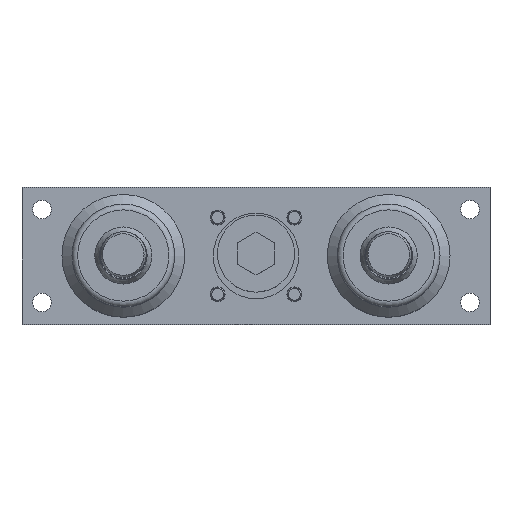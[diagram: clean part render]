
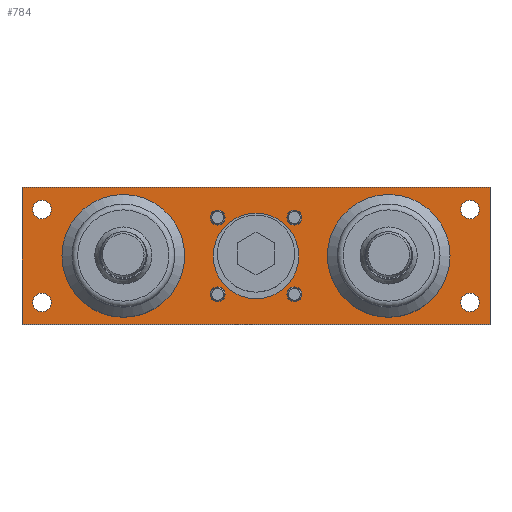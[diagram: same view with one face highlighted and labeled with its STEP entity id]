
A CAD part, top view. The second image highlights one B-rep face of the part: STEP entity #784.
In plain terms, the highlighted planar face has unit normal (0, 0, 1).
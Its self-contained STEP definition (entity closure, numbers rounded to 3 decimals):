
#784 = ADVANCED_FACE( '', ( #1722, #1723, #1724, #1725, #1726, #1727, #1728, #1729, #1730, #1731, #1732, #1733 ), #1734, .F. );
#1722 = FACE_BOUND( '', #2695, .T. );
#1723 = FACE_OUTER_BOUND( '', #2696, .T. );
#1724 = FACE_BOUND( '', #2697, .T. );
#1725 = FACE_BOUND( '', #2698, .T. );
#1726 = FACE_BOUND( '', #2699, .T. );
#1727 = FACE_BOUND( '', #2700, .T. );
#1728 = FACE_BOUND( '', #2701, .T. );
#1729 = FACE_BOUND( '', #2702, .T. );
#1730 = FACE_BOUND( '', #2703, .T. );
#1731 = FACE_BOUND( '', #2704, .T. );
#1732 = FACE_BOUND( '', #2705, .T. );
#1733 = FACE_BOUND( '', #2706, .T. );
#1734 = PLANE( '', #2707 );
#2695 = EDGE_LOOP( '', ( #4520 ) );
#2696 = EDGE_LOOP( '', ( #4521, #4522, #4523, #4524 ) );
#2697 = EDGE_LOOP( '', ( #4525 ) );
#2698 = EDGE_LOOP( '', ( #4526 ) );
#2699 = EDGE_LOOP( '', ( #4527 ) );
#2700 = EDGE_LOOP( '', ( #4528 ) );
#2701 = EDGE_LOOP( '', ( #4529 ) );
#2702 = EDGE_LOOP( '', ( #4530 ) );
#2703 = EDGE_LOOP( '', ( #4531 ) );
#2704 = EDGE_LOOP( '', ( #4532 ) );
#2705 = EDGE_LOOP( '', ( #4533 ) );
#2706 = EDGE_LOOP( '', ( #4534 ) );
#2707 = AXIS2_PLACEMENT_3D( '', #4535, #4536, #4537 );
#4520 = ORIENTED_EDGE( '', *, *, #4939, .T. );
#4521 = ORIENTED_EDGE( '', *, *, #5060, .F. );
#4522 = ORIENTED_EDGE( '', *, *, #4617, .F. );
#4523 = ORIENTED_EDGE( '', *, *, #5230, .F. );
#4524 = ORIENTED_EDGE( '', *, *, #5079, .F. );
#4525 = ORIENTED_EDGE( '', *, *, #5151, .T. );
#4526 = ORIENTED_EDGE( '', *, *, #4804, .F. );
#4527 = ORIENTED_EDGE( '', *, *, #4891, .F. );
#4528 = ORIENTED_EDGE( '', *, *, #4768, .T. );
#4529 = ORIENTED_EDGE( '', *, *, #5264, .T. );
#4530 = ORIENTED_EDGE( '', *, *, #5175, .T. );
#4531 = ORIENTED_EDGE( '', *, *, #5021, .T. );
#4532 = ORIENTED_EDGE( '', *, *, #5211, .T. );
#4533 = ORIENTED_EDGE( '', *, *, #5103, .T. );
#4534 = ORIENTED_EDGE( '', *, *, #4860, .F. );
#4535 = CARTESIAN_POINT( '', ( -82., 24., 10.8 ) );
#4536 = DIRECTION( '', ( 0., 0., -1. ) );
#4537 = DIRECTION( '', ( 0., 1., 0. ) );
#4617 = EDGE_CURVE( '', #5300, #5302, #5303, .T. );
#4768 = EDGE_CURVE( '', #5555, #5555, #5556, .T. );
#4804 = EDGE_CURVE( '', #5616, #5616, #5617, .T. );
#4860 = EDGE_CURVE( '', #5703, #5703, #5704, .T. );
#4891 = EDGE_CURVE( '', #5753, #5753, #5754, .T. );
#4939 = EDGE_CURVE( '', #5824, #5824, #5825, .T. );
#5021 = EDGE_CURVE( '', #5944, #5944, #5945, .T. );
#5060 = EDGE_CURVE( '', #5302, #5999, #6000, .T. );
#5079 = EDGE_CURVE( '', #5999, #6026, #6027, .T. );
#5103 = EDGE_CURVE( '', #6059, #6059, #6060, .T. );
#5151 = EDGE_CURVE( '', #6122, #6122, #6123, .T. );
#5175 = EDGE_CURVE( '', #6154, #6154, #6155, .T. );
#5211 = EDGE_CURVE( '', #6195, #6195, #6196, .T. );
#5230 = EDGE_CURVE( '', #6026, #5300, #6218, .T. );
#5264 = EDGE_CURVE( '', #6253, #6253, #6254, .T. );
#5300 = VERTEX_POINT( '', #6297 );
#5302 = VERTEX_POINT( '', #6300 );
#5303 = LINE( '', #6301, #6302 );
#5555 = VERTEX_POINT( '', #6810 );
#5556 = CIRCLE( '', #6811, 3.25 );
#5616 = VERTEX_POINT( '', #6957 );
#5617 = CIRCLE( '', #6958, 3.25 );
#5703 = VERTEX_POINT( '', #7070 );
#5704 = CIRCLE( '', #7071, 21.5 );
#5753 = VERTEX_POINT( '', #7136 );
#5754 = CIRCLE( '', #7137, 3.25 );
#5824 = VERTEX_POINT( '', #7224 );
#5825 = CIRCLE( '', #7225, 21.5 );
#5944 = VERTEX_POINT( '', #7403 );
#5945 = CIRCLE( '', #7404, 2.6 );
#5999 = VERTEX_POINT( '', #7537 );
#6000 = LINE( '', #7538, #7539 );
#6026 = VERTEX_POINT( '', #7603 );
#6027 = LINE( '', #7604, #7605 );
#6059 = VERTEX_POINT( '', #7641 );
#6060 = CIRCLE( '', #7642, 14.98 );
#6122 = VERTEX_POINT( '', #7726 );
#6123 = CIRCLE( '', #7727, 3.25 );
#6154 = VERTEX_POINT( '', #7793 );
#6155 = CIRCLE( '', #7794, 2.6 );
#6195 = VERTEX_POINT( '', #7851 );
#6196 = CIRCLE( '', #7852, 2.6 );
#6218 = LINE( '', #7888, #7889 );
#6253 = VERTEX_POINT( '', #7929 );
#6254 = CIRCLE( '', #7930, 2.6 );
#6297 = CARTESIAN_POINT( '', ( 82., -24., 10.8 ) );
#6300 = CARTESIAN_POINT( '', ( -82., -24., 10.8 ) );
#6301 = CARTESIAN_POINT( '', ( 82., -24., 10.8 ) );
#6302 = VECTOR( '', #7959, 1000. );
#6810 = CARTESIAN_POINT( '', ( -78.25, -16.25, 10.8 ) );
#6811 = AXIS2_PLACEMENT_3D( '', #8147, #8148, #8149 );
#6957 = CARTESIAN_POINT( '', ( -78.25, 16.25, 10.8 ) );
#6958 = AXIS2_PLACEMENT_3D( '', #8182, #8183, #8184 );
#7070 = CARTESIAN_POINT( '', ( 68., 0., 10.8 ) );
#7071 = AXIS2_PLACEMENT_3D( '', #8244, #8245, #8246 );
#7136 = CARTESIAN_POINT( '', ( 78.25, -16.25, 10.8 ) );
#7137 = AXIS2_PLACEMENT_3D( '', #8278, #8279, #8280 );
#7224 = CARTESIAN_POINT( '', ( -68., 0., 10.8 ) );
#7225 = AXIS2_PLACEMENT_3D( '', #8331, #8332, #8333 );
#7403 = CARTESIAN_POINT( '', ( -16.035, -13.435, 10.8 ) );
#7404 = AXIS2_PLACEMENT_3D( '', #8423, #8424, #8425 );
#7537 = CARTESIAN_POINT( '', ( -82., 24., 10.8 ) );
#7538 = CARTESIAN_POINT( '', ( -82., -24., 10.8 ) );
#7539 = VECTOR( '', #8460, 1000. );
#7603 = CARTESIAN_POINT( '', ( 82., 24., 10.8 ) );
#7604 = CARTESIAN_POINT( '', ( -82., 24., 10.8 ) );
#7605 = VECTOR( '', #8478, 1000. );
#7641 = CARTESIAN_POINT( '', ( -14.98, 0., 10.8 ) );
#7642 = AXIS2_PLACEMENT_3D( '', #8504, #8505, #8506 );
#7726 = CARTESIAN_POINT( '', ( 78.25, 16.25, 10.8 ) );
#7727 = AXIS2_PLACEMENT_3D( '', #8544, #8545, #8546 );
#7793 = CARTESIAN_POINT( '', ( -13.435, 16.035, 10.8 ) );
#7794 = AXIS2_PLACEMENT_3D( '', #8567, #8568, #8569 );
#7851 = CARTESIAN_POINT( '', ( 13.435, -16.035, 10.8 ) );
#7852 = AXIS2_PLACEMENT_3D( '', #8590, #8591, #8592 );
#7888 = CARTESIAN_POINT( '', ( 82., 24., 10.8 ) );
#7889 = VECTOR( '', #8607, 1000. );
#7929 = CARTESIAN_POINT( '', ( 16.035, 13.435, 10.8 ) );
#7930 = AXIS2_PLACEMENT_3D( '', #8616, #8617, #8618 );
#7959 = DIRECTION( '', ( -1., 0., 0. ) );
#8147 = CARTESIAN_POINT( '', ( -75., -16.25, 10.8 ) );
#8148 = DIRECTION( '', ( 0., 0., -1. ) );
#8149 = DIRECTION( '', ( -1., 0., 0. ) );
#8182 = CARTESIAN_POINT( '', ( -75., 16.25, 10.8 ) );
#8183 = DIRECTION( '', ( 0., 0., 1. ) );
#8184 = DIRECTION( '', ( -1., 0., 0. ) );
#8244 = CARTESIAN_POINT( '', ( 46.5, 0., 10.8 ) );
#8245 = DIRECTION( '', ( 0., 0., 1. ) );
#8246 = DIRECTION( '', ( 1., 0., 0. ) );
#8278 = CARTESIAN_POINT( '', ( 75., -16.25, 10.8 ) );
#8279 = DIRECTION( '', ( 0., 0., 1. ) );
#8280 = DIRECTION( '', ( 1., 0., 0. ) );
#8331 = CARTESIAN_POINT( '', ( -46.5, 0., 10.8 ) );
#8332 = DIRECTION( '', ( 0., 0., -1. ) );
#8333 = DIRECTION( '', ( -1., 0., 0. ) );
#8423 = CARTESIAN_POINT( '', ( -13.435, -13.435, 10.8 ) );
#8424 = DIRECTION( '', ( 0., 0., -1. ) );
#8425 = DIRECTION( '', ( -1., 0., 0. ) );
#8460 = DIRECTION( '', ( 0., 1., 0. ) );
#8478 = DIRECTION( '', ( 1., 0., 0. ) );
#8504 = CARTESIAN_POINT( '', ( 0., 0., 10.8 ) );
#8505 = DIRECTION( '', ( 0., 0., -1. ) );
#8506 = DIRECTION( '', ( -1., 0., 0. ) );
#8544 = CARTESIAN_POINT( '', ( 75., 16.25, 10.8 ) );
#8545 = DIRECTION( '', ( 0., 0., -1. ) );
#8546 = DIRECTION( '', ( 1., 0., 0. ) );
#8567 = CARTESIAN_POINT( '', ( -13.435, 13.435, 10.8 ) );
#8568 = DIRECTION( '', ( 0., 0., -1. ) );
#8569 = DIRECTION( '', ( 0., 1., 0. ) );
#8590 = CARTESIAN_POINT( '', ( 13.435, -13.435, 10.8 ) );
#8591 = DIRECTION( '', ( 0., 0., -1. ) );
#8592 = DIRECTION( '', ( 0., -1., 0. ) );
#8607 = DIRECTION( '', ( 0., -1., 0. ) );
#8616 = CARTESIAN_POINT( '', ( 13.435, 13.435, 10.8 ) );
#8617 = DIRECTION( '', ( 0., 0., -1. ) );
#8618 = DIRECTION( '', ( 1., 0., 0. ) );
